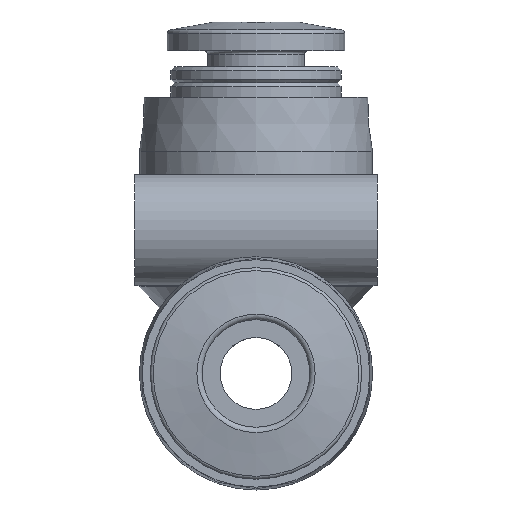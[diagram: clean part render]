
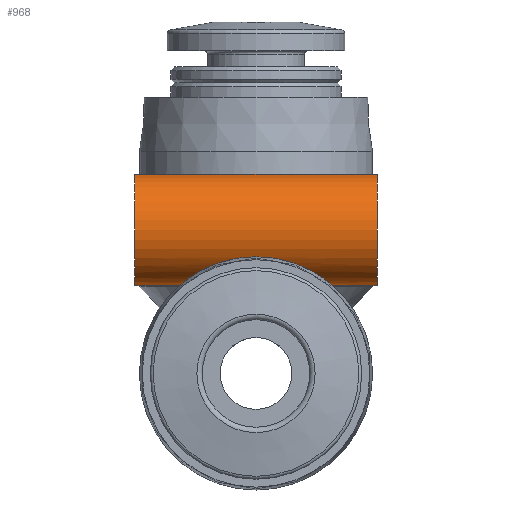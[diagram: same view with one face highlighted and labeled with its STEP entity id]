
A CAD part, left-side view. The second image highlights one B-rep face of the part: STEP entity #968.
In plain terms, the highlighted cylindrical face has radius 3.1 mm (diameter 6.2 mm), a full revolution.
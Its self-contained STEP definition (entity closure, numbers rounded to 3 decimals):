
#85=B_SPLINE_CURVE_WITH_KNOTS('',3,(#1490,#1491,#1492,#1493,#1494,#1495,
#1496,#1497,#1498,#1499,#1500,#1501,#1502,#1503,#1504,#1505,#1506),
 .UNSPECIFIED.,.F.,.F.,(4,1,1,1,1,1,1,1,1,1,1,1,1,1,4),(0.003,
0.004,0.005,0.006,0.007,
0.009,0.01,0.012,0.014,
0.015,0.016,0.017,0.019,
0.02,0.021),.UNSPECIFIED.);
#91=B_SPLINE_CURVE_WITH_KNOTS('',3,(#1563,#1564,#1565,#1566,#1567,#1568,
#1569,#1570,#1571,#1572,#1573,#1574,#1575,#1576,#1577,#1578,#1579),
 .UNSPECIFIED.,.F.,.F.,(4,1,1,1,1,1,1,1,1,1,1,1,1,1,4),(0.015,
0.016,0.017,0.018,0.019,
0.021,0.022,0.024,0.026,
0.027,0.028,0.029,0.03,
0.032,0.033),.UNSPECIFIED.);
#295=ORIENTED_EDGE('',*,*,#417,.F.);
#296=ORIENTED_EDGE('',*,*,#418,.T.);
#297=ORIENTED_EDGE('',*,*,#337,.T.);
#298=ORIENTED_EDGE('',*,*,#323,.T.);
#323=EDGE_CURVE('',#430,#431,#85,.T.);
#337=EDGE_CURVE('',#431,#430,#91,.T.);
#417=EDGE_CURVE('',#510,#510,#584,.T.);
#418=EDGE_CURVE('',#511,#511,#585,.T.);
#430=VERTEX_POINT('',#1507);
#431=VERTEX_POINT('',#1508);
#510=VERTEX_POINT('',#1840);
#511=VERTEX_POINT('',#1842);
#584=CIRCLE('',#1130,3.1);
#585=CIRCLE('',#1131,3.1);
#712=EDGE_LOOP('',(#295));
#713=EDGE_LOOP('',(#296));
#714=EDGE_LOOP('',(#297,#298));
#854=FACE_BOUND('',#712,.T.);
#855=FACE_BOUND('',#713,.T.);
#856=FACE_BOUND('',#714,.T.);
#899=CYLINDRICAL_SURFACE('',#1129,3.1);
#968=ADVANCED_FACE('',(#854,#855,#856),#899,.T.);
#1129=AXIS2_PLACEMENT_3D('',#1838,#1429,#1430);
#1130=AXIS2_PLACEMENT_3D('',#1839,#1431,#1432);
#1131=AXIS2_PLACEMENT_3D('',#1841,#1433,#1434);
#1429=DIRECTION('',(0.,1.,0.));
#1430=DIRECTION('',(0.,0.,1.));
#1431=DIRECTION('',(0.,1.,0.));
#1432=DIRECTION('',(0.,0.,1.));
#1433=DIRECTION('',(0.,1.,0.));
#1434=DIRECTION('',(0.,0.,1.));
#1490=CARTESIAN_POINT('',(-5.808,-2.918,5.808));
#1491=CARTESIAN_POINT('',(-5.656,-3.221,5.96));
#1492=CARTESIAN_POINT('',(-5.32,-3.766,6.357));
#1493=CARTESIAN_POINT('',(-4.911,-4.262,7.303));
#1494=CARTESIAN_POINT('',(-4.864,-4.312,8.459));
#1495=CARTESIAN_POINT('',(-5.218,-3.901,9.476));
#1496=CARTESIAN_POINT('',(-5.724,-3.135,10.142));
#1497=CARTESIAN_POINT('',(-6.304,-1.85,10.626));
#1498=CARTESIAN_POINT('',(-6.63,-0.001,10.771));
#1499=CARTESIAN_POINT('',(-6.305,1.845,10.627));
#1500=CARTESIAN_POINT('',(-5.725,3.133,10.144));
#1501=CARTESIAN_POINT('',(-5.219,3.899,9.477));
#1502=CARTESIAN_POINT('',(-4.866,4.31,8.468));
#1503=CARTESIAN_POINT('',(-4.909,4.264,7.308));
#1504=CARTESIAN_POINT('',(-5.32,3.765,6.356));
#1505=CARTESIAN_POINT('',(-5.655,3.222,5.961));
#1506=CARTESIAN_POINT('',(-5.808,2.918,5.808));
#1507=CARTESIAN_POINT('',(-5.808,-2.918,5.808));
#1508=CARTESIAN_POINT('',(-5.808,2.918,5.808));
#1563=CARTESIAN_POINT('',(-5.808,2.918,5.808));
#1564=CARTESIAN_POINT('',(-5.961,3.222,5.655));
#1565=CARTESIAN_POINT('',(-6.356,3.766,5.32));
#1566=CARTESIAN_POINT('',(-7.305,4.262,4.911));
#1567=CARTESIAN_POINT('',(-8.459,4.312,4.864));
#1568=CARTESIAN_POINT('',(-9.477,3.9,5.218));
#1569=CARTESIAN_POINT('',(-10.142,3.135,5.724));
#1570=CARTESIAN_POINT('',(-10.626,1.849,6.304));
#1571=CARTESIAN_POINT('',(-10.771,0.,6.63));
#1572=CARTESIAN_POINT('',(-10.626,-1.85,6.304));
#1573=CARTESIAN_POINT('',(-10.142,-3.136,5.723));
#1574=CARTESIAN_POINT('',(-9.475,-3.901,5.218));
#1575=CARTESIAN_POINT('',(-8.465,-4.311,4.865));
#1576=CARTESIAN_POINT('',(-7.307,-4.264,4.91));
#1577=CARTESIAN_POINT('',(-6.356,-3.765,5.32));
#1578=CARTESIAN_POINT('',(-5.96,-3.221,5.656));
#1579=CARTESIAN_POINT('',(-5.808,-2.918,5.808));
#1838=CARTESIAN_POINT('',(-8.,6.75,8.));
#1839=CARTESIAN_POINT('',(-8.,6.75,8.));
#1840=CARTESIAN_POINT('',(-8.,6.75,11.1));
#1841=CARTESIAN_POINT('',(-8.,-6.75,8.));
#1842=CARTESIAN_POINT('',(-8.,-6.75,11.1));
